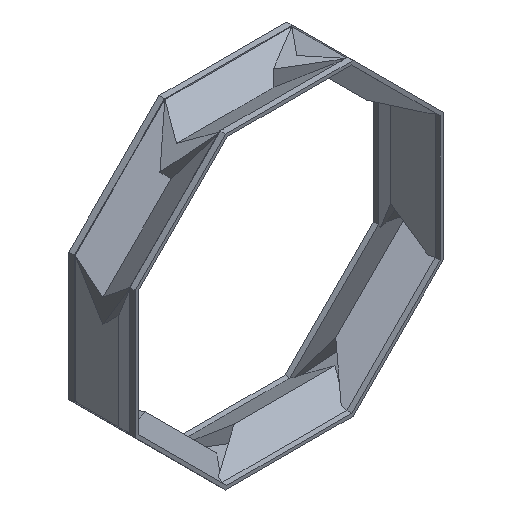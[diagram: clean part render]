
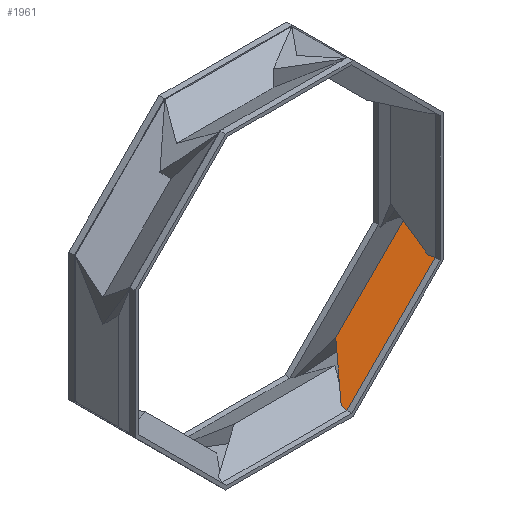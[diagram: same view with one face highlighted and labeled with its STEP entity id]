
A CAD part, isometric view. The second image highlights one B-rep face of the part: STEP entity #1961.
In plain terms, the highlighted planar face has unit normal (-0.612, -0.5, 0.612).
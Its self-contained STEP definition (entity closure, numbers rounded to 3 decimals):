
#89=FACE_OUTER_BOUND('',#207,.T.);
#207=EDGE_LOOP('',(#1577,#1578,#1579,#1580,#1581,#1582,#1583));
#327=LINE('',#2802,#599);
#414=LINE('',#2975,#686);
#435=LINE('',#3017,#707);
#456=LINE('',#3058,#728);
#458=LINE('',#3061,#730);
#459=LINE('',#3064,#731);
#460=LINE('',#3065,#732);
#599=VECTOR('',#2262,10.);
#686=VECTOR('',#2403,10.);
#707=VECTOR('',#2442,10.);
#728=VECTOR('',#2487,10.);
#730=VECTOR('',#2491,10.);
#731=VECTOR('',#2494,10.);
#732=VECTOR('',#2495,10.);
#852=VERTEX_POINT('',#2795);
#854=VERTEX_POINT('',#2801);
#911=VERTEX_POINT('',#2968);
#913=VERTEX_POINT('',#2974);
#925=VERTEX_POINT('',#3016);
#933=VERTEX_POINT('',#3057);
#934=VERTEX_POINT('',#3063);
#1031=EDGE_CURVE('',#852,#854,#327,.T.);
#1118=EDGE_CURVE('',#913,#911,#414,.F.);
#1139=EDGE_CURVE('',#925,#913,#435,.F.);
#1160=EDGE_CURVE('',#854,#933,#456,.T.);
#1162=EDGE_CURVE('',#933,#911,#458,.T.);
#1163=EDGE_CURVE('',#852,#934,#459,.T.);
#1164=EDGE_CURVE('',#925,#934,#460,.F.);
#1577=ORIENTED_EDGE('',*,*,#1139,.T.);
#1578=ORIENTED_EDGE('',*,*,#1118,.T.);
#1579=ORIENTED_EDGE('',*,*,#1162,.F.);
#1580=ORIENTED_EDGE('',*,*,#1160,.F.);
#1581=ORIENTED_EDGE('',*,*,#1031,.F.);
#1582=ORIENTED_EDGE('',*,*,#1163,.T.);
#1583=ORIENTED_EDGE('',*,*,#1164,.F.);
#1845=PLANE('',#2100);
#1961=ADVANCED_FACE('',(#89),#1845,.T.);
#2100=AXIS2_PLACEMENT_3D('',#3062,#2492,#2493);
#2262=DIRECTION('',(-0.707,0.,-0.707));
#2403=DIRECTION('',(0.707,0.,0.707));
#2442=DIRECTION('',(0.,-0.775,-0.632));
#2487=DIRECTION('',(-0.203,0.848,0.49));
#2491=DIRECTION('',(0.38,0.493,0.783));
#2492=DIRECTION('center_axis',(-0.612,-0.5,0.612));
#2493=DIRECTION('ref_axis',(0.707,0.,0.707));
#2494=DIRECTION('',(-0.49,0.848,0.203));
#2495=DIRECTION('',(0.401,0.471,0.786));
#2795=CARTESIAN_POINT('',(32.692,-0.134,-13.541));
#2801=CARTESIAN_POINT('',(13.541,-0.134,-32.692));
#2802=CARTESIAN_POINT('',(18.901,-0.134,-27.332));
#2968=CARTESIAN_POINT('',(17.275,6.,-23.95));
#2974=CARTESIAN_POINT('',(32.692,6.,-8.533));
#2975=CARTESIAN_POINT('',(21.904,6.,-19.321));
#3016=CARTESIAN_POINT('',(32.692,1.515,-12.195));
#3017=CARTESIAN_POINT('',(32.692,5.715,-8.765));
#3057=CARTESIAN_POINT('',(13.307,0.848,-32.125));
#3058=CARTESIAN_POINT('',(12.323,4.96,-29.751));
#3061=CARTESIAN_POINT('',(17.824,6.713,-22.819));
#3062=CARTESIAN_POINT('Origin',(23.231,2.75,-20.648));
#3063=CARTESIAN_POINT('',(32.125,0.848,-13.307));
#3064=CARTESIAN_POINT('',(29.751,4.96,-12.323));
#3065=CARTESIAN_POINT('',(32.511,1.303,-12.549));
